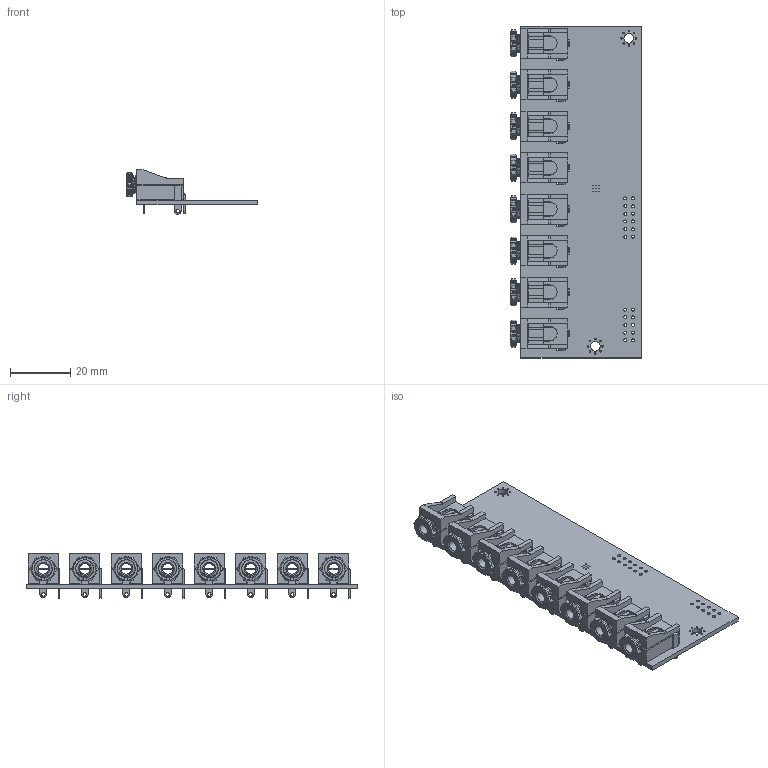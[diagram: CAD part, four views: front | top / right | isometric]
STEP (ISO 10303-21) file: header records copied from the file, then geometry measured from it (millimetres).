
FILE_DESCRIPTION(('KiCad electronic assembly'),'2;1');
FILE_NAME('eurorack-pmod-pcb.step','2022-08-15T10:56:46',('Pcbnew'),( 'Kicad'),'Open CASCADE STEP processor 7.5','KiCad to STEP converter' ,'Unknown');
FILE_SCHEMA(('AUTOMOTIVE_DESIGN { 1 0 10303 214 1 1 1 1 }'));
Length unit declared in the file: millimetre
Products named in the file (19): eurorack-pmod-pcb 1; PJ302M; SOLID; PJ302M_Hex_nut; PJ302M_Knurl_nut; eurorack-pmod-pcb PCB
Assembly tree (39 placements, depth 3):
  eurorack-pmod-pcb 1
    PJ302M  x8
      SOLID
      SOLID
      SOLID
      SOLID
    PJ302M_Hex_nut  x8
      SOLID
      SOLID
      SOLID
      SOLID
      SOLID
    PJ302M_Knurl_nut  x8
      SOLID
      SOLID
      SOLID
      SOLID
      SOLID
    eurorack-pmod-pcb PCB
Bounding box: 43.47 x 110 x 14.75 mm (x, y, z)
Volume: 26074.3 mm3; surface area: 52389.8 mm2
Topology: 113 solids, 113 shells, 4575 faces, 12095 edges, 7570 vertices
Faces by surface type: bspline 4424, cylinder 97, plane 54
Full cylindrical faces by diameter (mm): 0.3 x9, 0.5 x16, 1 x22, 3.2 x2
Entity records: 50807 total; most frequent: CARTESIAN_POINT 22258, ORIENTED_EDGE 3812, PCURVE 3806, DEFINITIONAL_REPRESENTATION 3806, B_SPLINE_CURVE_WITH_KNOTS 3675, DIRECTION 1917, EDGE_CURVE 1903, SURFACE_CURVE 1831
